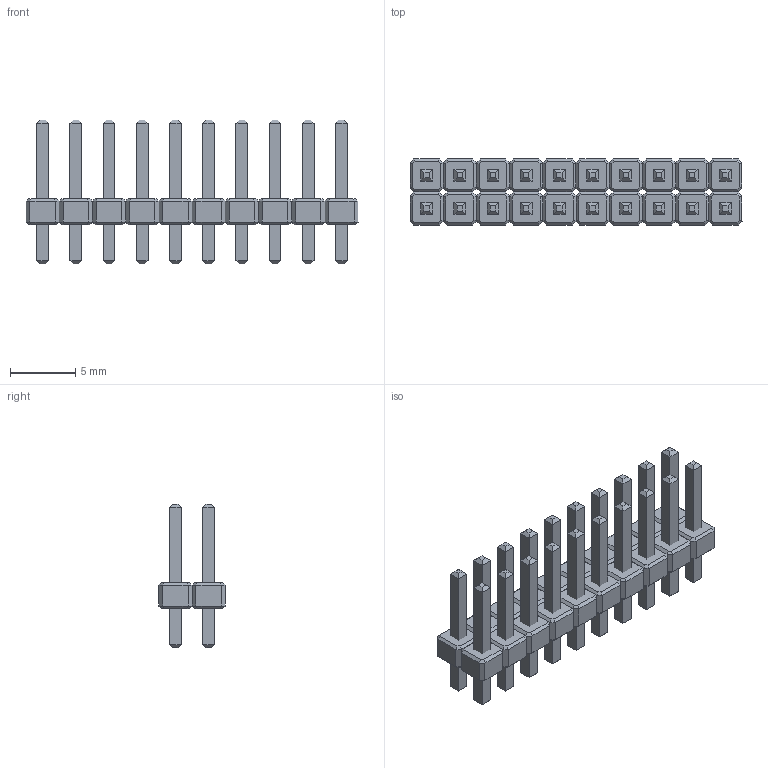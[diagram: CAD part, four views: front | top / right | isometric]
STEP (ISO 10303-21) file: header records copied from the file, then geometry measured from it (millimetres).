
FILE_DESCRIPTION (( 'STEP AP214' ), '1' );
FILE_NAME ('User Library-Pin Header 2X10.STEP', '2020-07-10T03:04:20', ( '' ), ( '' ), 'SwSTEP 2.0', 'SolidWorks 2020', '' );
FILE_SCHEMA (( 'AUTOMOTIVE_DESIGN' ));
Length unit declared in the file: millimetre
Products named in the file (4): Designator91; Assem1; User_Library-2PIN_____________; User Library-Pin Header 2X10
Assembly tree (12 placements, depth 4):
  User Library-Pin Header 2X10
    Designator91
      Assem1
        User_Library-2PIN_____________  x10
Bounding box: 25.4 x 5.08 x 11 mm (x, y, z)
Volume: 418.2 mm3; surface area: 1319.7 mm2
Topology: 30 solids, 30 shells, 780 faces, 1640 edges, 920 vertices
Faces by surface type: plane 780
Entity records: 3038 total; most frequent: DIRECTION 354, CARTESIAN_POINT 351, ORIENTED_EDGE 328, EDGE_CURVE 164, VECTOR 164, LINE 164, AXIS2_PLACEMENT_3D 95, VERTEX_POINT 92
